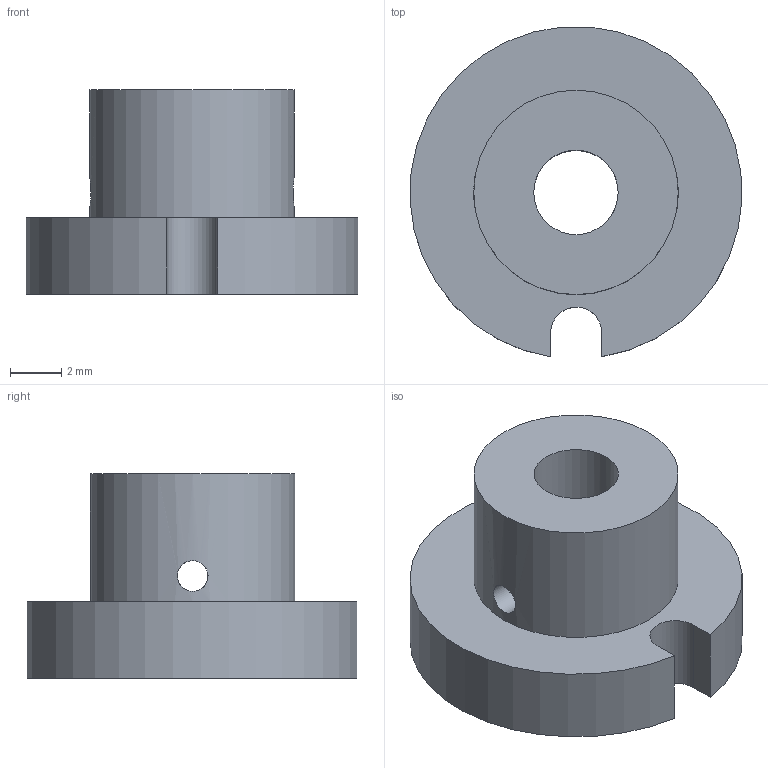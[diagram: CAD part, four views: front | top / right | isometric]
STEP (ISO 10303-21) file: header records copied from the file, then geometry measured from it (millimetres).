
FILE_DESCRIPTION(/* description */ (''),/* implementation_level */ '2;1');
FILE_NAME(/* name */ '02-05-SpringBottomPart v3.step',/* time_stamp */ '2024-01-20T11:24:39+01:00',/* author */ (''),/* organization */ (''),/* preprocessor_version */ 'ST-DEVELOPER v20',/* originating_system */ 'Autodesk Translation Framework v12.14.0.127',/* authorisation */ '');
FILE_SCHEMA (('AUTOMOTIVE_DESIGN { 1 0 10303 214 3 1 1 }'));
Length unit declared in the file: millimetre
Products named in the file (1): 02-05-SpringBottomPart
Bounding box: 12.98 x 12.9 x 8 mm (x, y, z)
Volume: 565.1 mm3; surface area: 594.8 mm2
Topology: 1 solids, 1 shells, 12 faces, 33 edges, 22 vertices
Faces by surface type: cylinder 6, plane 6
Full cylindrical faces by diameter (mm): 1.2 x2, 3.3 x1, 8 x1
Entity records: 550 total; most frequent: CARTESIAN_POINT 204, ORIENTED_EDGE 66, DIRECTION 59, EDGE_CURVE 33, VERTEX_POINT 22, AXIS2_PLACEMENT_3D 21, EDGE_LOOP 17, LINE 17
